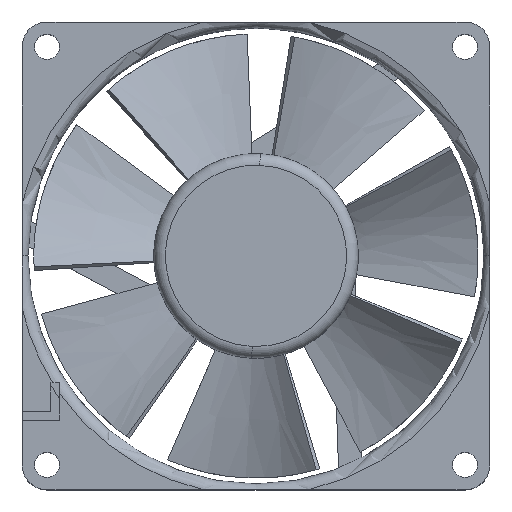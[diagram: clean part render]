
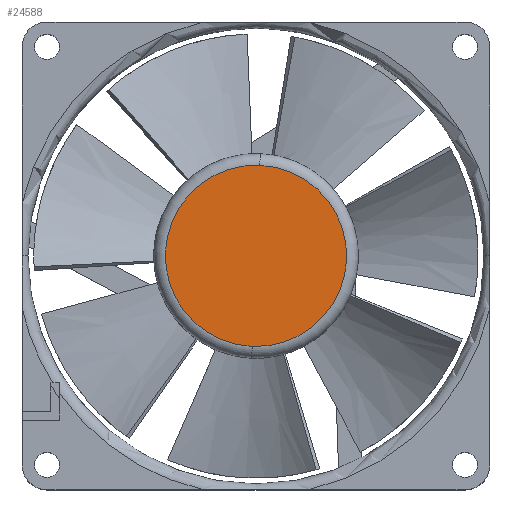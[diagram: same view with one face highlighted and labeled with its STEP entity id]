
A CAD part, top view. The second image highlights one B-rep face of the part: STEP entity #24588.
In plain terms, the highlighted planar face has unit normal (0, 0, 1).
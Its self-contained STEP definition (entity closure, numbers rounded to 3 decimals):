
#17268 = EDGE_CURVE('',#17269,#17271,#17273,.T.);
#17269 = VERTEX_POINT('',#17270);
#17270 = CARTESIAN_POINT('',(0.646,15.487,25.4));
#17271 = VERTEX_POINT('',#17272);
#17272 = CARTESIAN_POINT('',(-0.646,-15.487,25.4));
#17273 = SURFACE_CURVE('',#17274,(#17279,#17313),.PCURVE_S1.);
#17274 = CIRCLE('',#17275,15.5);
#17275 = AXIS2_PLACEMENT_3D('',#17276,#17277,#17278);
#17276 = CARTESIAN_POINT('',(0.,0.,
    25.4));
#17277 = DIRECTION('',(0.,0.,1.));
#17278 = DIRECTION('',(-0.042,-0.999,
    0.));
#17279 = PCURVE('',#17280,#17285);
#17280 = TOROIDAL_SURFACE('',#17281,15.5,2.);
#17281 = AXIS2_PLACEMENT_3D('',#17282,#17283,#17284);
#17282 = CARTESIAN_POINT('',(0.,0.,
    23.4));
#17283 = DIRECTION('',(0.,0.,-1.));
#17284 = DIRECTION('',(-0.042,-0.999,
    0.));
#17285 = DEFINITIONAL_REPRESENTATION('',(#17286),#17312);
#17286 = B_SPLINE_CURVE_WITH_KNOTS('',3,(#17287,#17288,#17289,#17290,
    #17291,#17292,#17293,#17294,#17295,#17296,#17297,#17298,#17299,
    #17300,#17301,#17302,#17303,#17304,#17305,#17306,#17307,#17308,
    #17309,#17310,#17311),.UNSPECIFIED.,.F.,.F.,(4,1,1,1,1,1,1,1,1,1,1,1
    ,1,1,1,1,1,1,1,1,1,1,4),(3.142,3.284,3.427
    ,3.57,3.713,3.856,3.998,
    4.141,4.284,4.427,4.57,
    4.712,4.855,4.998,5.141,
    5.284,5.426,5.569,5.712,
    5.855,5.998,6.14,6.283),
  .QUASI_UNIFORM_KNOTS.);
#17287 = CARTESIAN_POINT('',(3.142,4.712));
#17288 = CARTESIAN_POINT('',(3.094,4.712));
#17289 = CARTESIAN_POINT('',(2.999,4.712));
#17290 = CARTESIAN_POINT('',(2.856,4.712));
#17291 = CARTESIAN_POINT('',(2.713,4.712));
#17292 = CARTESIAN_POINT('',(2.57,4.712));
#17293 = CARTESIAN_POINT('',(2.428,4.712));
#17294 = CARTESIAN_POINT('',(2.285,4.712));
#17295 = CARTESIAN_POINT('',(2.142,4.712));
#17296 = CARTESIAN_POINT('',(1.999,4.712));
#17297 = CARTESIAN_POINT('',(1.856,4.712));
#17298 = CARTESIAN_POINT('',(1.714,4.712));
#17299 = CARTESIAN_POINT('',(1.571,4.712));
#17300 = CARTESIAN_POINT('',(1.428,4.712));
#17301 = CARTESIAN_POINT('',(1.285,4.712));
#17302 = CARTESIAN_POINT('',(1.142,4.712));
#17303 = CARTESIAN_POINT('',(1.,4.712));
#17304 = CARTESIAN_POINT('',(0.857,4.712));
#17305 = CARTESIAN_POINT('',(0.714,4.712));
#17306 = CARTESIAN_POINT('',(0.571,4.712));
#17307 = CARTESIAN_POINT('',(0.428,4.712));
#17308 = CARTESIAN_POINT('',(0.286,4.712));
#17309 = CARTESIAN_POINT('',(0.143,4.712));
#17310 = CARTESIAN_POINT('',(0.048,4.712));
#17311 = CARTESIAN_POINT('',(0.,4.712));
#17312 = ( GEOMETRIC_REPRESENTATION_CONTEXT(2) 
PARAMETRIC_REPRESENTATION_CONTEXT() REPRESENTATION_CONTEXT('2D SPACE',''
  ) );
#17313 = PCURVE('',#17314,#17319);
#17314 = PLANE('',#17315);
#17315 = AXIS2_PLACEMENT_3D('',#17316,#17317,#17318);
#17316 = CARTESIAN_POINT('',(0.,0.,
    25.4));
#17317 = DIRECTION('',(0.,0.,-1.));
#17318 = DIRECTION('',(-0.042,-0.999,
    0.));
#17319 = DEFINITIONAL_REPRESENTATION('',(#17320),#17328);
#17320 = ( BOUNDED_CURVE() B_SPLINE_CURVE(2,(#17321,#17322,#17323,#17324
    ,#17325,#17326,#17327),.UNSPECIFIED.,.T.,.F.) 
B_SPLINE_CURVE_WITH_KNOTS((1,2,2,2,2,1),(-2.094,0.,
    2.094,4.189,6.283,8.378),
.UNSPECIFIED.) CURVE() GEOMETRIC_REPRESENTATION_ITEM() 
RATIONAL_B_SPLINE_CURVE((1.,0.5,1.,0.5,1.,0.5,1.)) REPRESENTATION_ITEM(
  '') );
#17321 = CARTESIAN_POINT('',(15.5,0.));
#17322 = CARTESIAN_POINT('',(15.5,-26.847));
#17323 = CARTESIAN_POINT('',(-7.75,-13.423));
#17324 = CARTESIAN_POINT('',(-31.,0.));
#17325 = CARTESIAN_POINT('',(-7.75,13.423));
#17326 = CARTESIAN_POINT('',(15.5,26.847));
#17327 = CARTESIAN_POINT('',(15.5,0.));
#17328 = ( GEOMETRIC_REPRESENTATION_CONTEXT(2) 
PARAMETRIC_REPRESENTATION_CONTEXT() REPRESENTATION_CONTEXT('2D SPACE',''
  ) );
#17369 = TOROIDAL_SURFACE('',#17370,15.5,2.);
#17370 = AXIS2_PLACEMENT_3D('',#17371,#17372,#17373);
#17371 = CARTESIAN_POINT('',(0.,0.,
    23.4));
#17372 = DIRECTION('',(0.,0.,-1.));
#17373 = DIRECTION('',(-0.042,-0.999,
    0.));
#24588 = ADVANCED_FACE('',(#24589),#17314,.F.);
#24589 = FACE_BOUND('',#24590,.T.);
#24590 = EDGE_LOOP('',(#24591,#24639));
#24591 = ORIENTED_EDGE('',*,*,#24592,.T.);
#24592 = EDGE_CURVE('',#17271,#17269,#24593,.T.);
#24593 = SURFACE_CURVE('',#24594,(#24599,#24610),.PCURVE_S1.);
#24594 = CIRCLE('',#24595,15.5);
#24595 = AXIS2_PLACEMENT_3D('',#24596,#24597,#24598);
#24596 = CARTESIAN_POINT('',(0.,0.,
    25.4));
#24597 = DIRECTION('',(0.,0.,1.));
#24598 = DIRECTION('',(-0.042,-0.999,
    0.));
#24599 = PCURVE('',#17314,#24600);
#24600 = DEFINITIONAL_REPRESENTATION('',(#24601),#24609);
#24601 = ( BOUNDED_CURVE() B_SPLINE_CURVE(2,(#24602,#24603,#24604,#24605
    ,#24606,#24607,#24608),.UNSPECIFIED.,.T.,.F.) 
B_SPLINE_CURVE_WITH_KNOTS((1,2,2,2,2,1),(-2.094,0.,
    2.094,4.189,6.283,8.378),
.UNSPECIFIED.) CURVE() GEOMETRIC_REPRESENTATION_ITEM() 
RATIONAL_B_SPLINE_CURVE((1.,0.5,1.,0.5,1.,0.5,1.)) REPRESENTATION_ITEM(
  '') );
#24602 = CARTESIAN_POINT('',(15.5,0.));
#24603 = CARTESIAN_POINT('',(15.5,-26.847));
#24604 = CARTESIAN_POINT('',(-7.75,-13.423));
#24605 = CARTESIAN_POINT('',(-31.,0.));
#24606 = CARTESIAN_POINT('',(-7.75,13.423));
#24607 = CARTESIAN_POINT('',(15.5,26.847));
#24608 = CARTESIAN_POINT('',(15.5,0.));
#24609 = ( GEOMETRIC_REPRESENTATION_CONTEXT(2) 
PARAMETRIC_REPRESENTATION_CONTEXT() REPRESENTATION_CONTEXT('2D SPACE',''
  ) );
#24610 = PCURVE('',#17369,#24611);
#24611 = DEFINITIONAL_REPRESENTATION('',(#24612),#24638);
#24612 = B_SPLINE_CURVE_WITH_KNOTS('',3,(#24613,#24614,#24615,#24616,
    #24617,#24618,#24619,#24620,#24621,#24622,#24623,#24624,#24625,
    #24626,#24627,#24628,#24629,#24630,#24631,#24632,#24633,#24634,
    #24635,#24636,#24637),.UNSPECIFIED.,.F.,.F.,(4,1,1,1,1,1,1,1,1,1,1,1
    ,1,1,1,1,1,1,1,1,1,1,4),(0.,0.143,0.286,
    0.428,0.571,0.714,0.857,
    1.,1.142,1.285,1.428,
    1.571,1.714,1.856,1.999,
    2.142,2.285,2.428,2.57,
    2.713,2.856,2.999,3.142),
  .QUASI_UNIFORM_KNOTS.);
#24613 = CARTESIAN_POINT('',(6.283,4.712));
#24614 = CARTESIAN_POINT('',(6.236,4.712));
#24615 = CARTESIAN_POINT('',(6.14,4.712));
#24616 = CARTESIAN_POINT('',(5.998,4.712));
#24617 = CARTESIAN_POINT('',(5.855,4.712));
#24618 = CARTESIAN_POINT('',(5.712,4.712));
#24619 = CARTESIAN_POINT('',(5.569,4.712));
#24620 = CARTESIAN_POINT('',(5.426,4.712));
#24621 = CARTESIAN_POINT('',(5.284,4.712));
#24622 = CARTESIAN_POINT('',(5.141,4.712));
#24623 = CARTESIAN_POINT('',(4.998,4.712));
#24624 = CARTESIAN_POINT('',(4.855,4.712));
#24625 = CARTESIAN_POINT('',(4.712,4.712));
#24626 = CARTESIAN_POINT('',(4.57,4.712));
#24627 = CARTESIAN_POINT('',(4.427,4.712));
#24628 = CARTESIAN_POINT('',(4.284,4.712));
#24629 = CARTESIAN_POINT('',(4.141,4.712));
#24630 = CARTESIAN_POINT('',(3.998,4.712));
#24631 = CARTESIAN_POINT('',(3.856,4.712));
#24632 = CARTESIAN_POINT('',(3.713,4.712));
#24633 = CARTESIAN_POINT('',(3.57,4.712));
#24634 = CARTESIAN_POINT('',(3.427,4.712));
#24635 = CARTESIAN_POINT('',(3.284,4.712));
#24636 = CARTESIAN_POINT('',(3.189,4.712));
#24637 = CARTESIAN_POINT('',(3.142,4.712));
#24638 = ( GEOMETRIC_REPRESENTATION_CONTEXT(2) 
PARAMETRIC_REPRESENTATION_CONTEXT() REPRESENTATION_CONTEXT('2D SPACE',''
  ) );
#24639 = ORIENTED_EDGE('',*,*,#17268,.T.);
